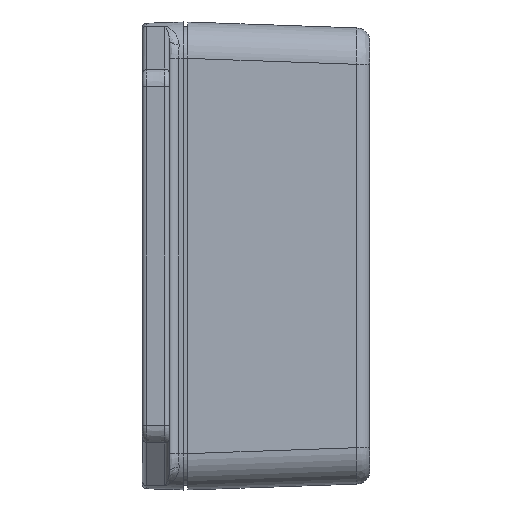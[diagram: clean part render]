
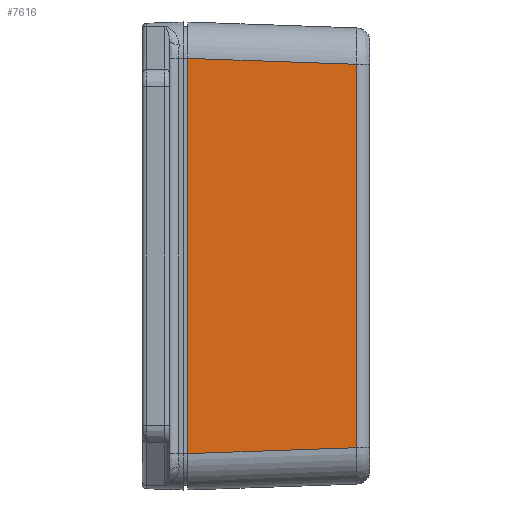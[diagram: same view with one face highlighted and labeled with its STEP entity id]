
A CAD part, left-side view. The second image highlights one B-rep face of the part: STEP entity #7616.
In plain terms, the highlighted face is planar.
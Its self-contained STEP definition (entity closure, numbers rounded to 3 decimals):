
#712=LINE('',#11851,#1018);
#739=LINE('',#12098,#1045);
#744=LINE('',#12108,#1050);
#745=LINE('',#12110,#1051);
#1018=VECTOR('',#9272,42.106);
#1045=VECTOR('',#9341,43.402);
#1050=VECTOR('',#9354,18.575);
#1051=VECTOR('',#9357,18.575);
#1376=PLANE('',#8230);
#1848=FACE_OUTER_BOUND('',#2395,.T.);
#2395=EDGE_LOOP('',(#5623,#5624,#5625,#5626));
#3387=VERTEX_POINT('',#11813);
#3391=VERTEX_POINT('',#11849);
#3419=VERTEX_POINT('',#12095);
#3420=VERTEX_POINT('',#12097);
#4205=EDGE_CURVE('',#3391,#3387,#712,.T.);
#4250=EDGE_CURVE('',#3420,#3419,#739,.T.);
#4256=EDGE_CURVE('',#3420,#3391,#744,.T.);
#4257=EDGE_CURVE('',#3387,#3419,#745,.T.);
#5623=ORIENTED_EDGE('',*,*,#4205,.F.);
#5624=ORIENTED_EDGE('',*,*,#4256,.F.);
#5625=ORIENTED_EDGE('',*,*,#4250,.T.);
#5626=ORIENTED_EDGE('',*,*,#4257,.F.);
#7616=ADVANCED_FACE('',(#1848),#1376,.T.);
#8230=AXIS2_PLACEMENT_3D('',#12109,#9355,#9356);
#9272=DIRECTION('',(0.,-1.,0.));
#9341=DIRECTION('',(0.,-1.,0.));
#9354=DIRECTION('',(-0.035,-0.035,-0.999));
#9355=DIRECTION('center_axis',(0.999,0.,-0.035));
#9356=DIRECTION('ref_axis',(0.,1.,0.));
#9357=DIRECTION('',(0.035,-0.035,0.999));
#11813=CARTESIAN_POINT('',(49.801,-21.053,1.448));
#11849=CARTESIAN_POINT('',(49.801,21.053,1.448));
#11851=CARTESIAN_POINT('',(49.801,0.,1.448));
#12095=CARTESIAN_POINT('',(50.448,-21.701,20.));
#12097=CARTESIAN_POINT('',(50.448,21.701,20.));
#12098=CARTESIAN_POINT('',(50.448,12.608,20.));
#12108=CARTESIAN_POINT('',(49.709,20.962,-1.163));
#12109=CARTESIAN_POINT('Origin',(49.75,0.,0.));
#12110=CARTESIAN_POINT('',(49.709,-20.962,-1.163));
